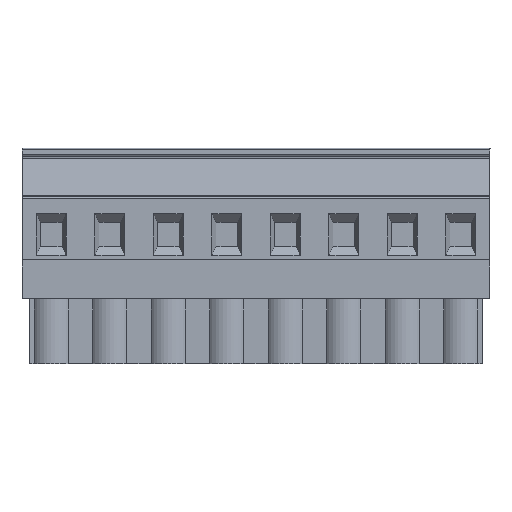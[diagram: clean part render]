
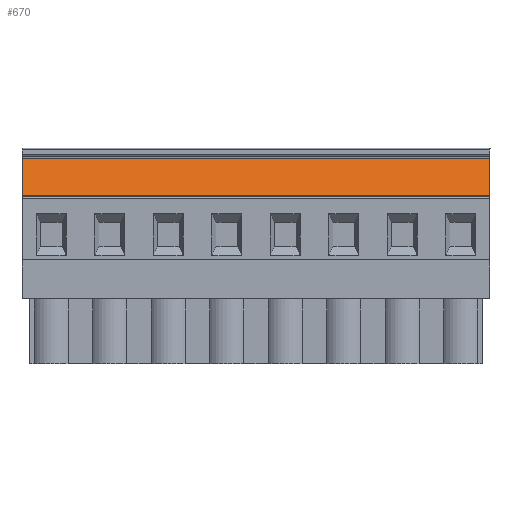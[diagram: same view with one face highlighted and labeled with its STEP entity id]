
A CAD part, top view. The second image highlights one B-rep face of the part: STEP entity #670.
In plain terms, the highlighted planar face has unit normal (0, 0.259, 0.966).
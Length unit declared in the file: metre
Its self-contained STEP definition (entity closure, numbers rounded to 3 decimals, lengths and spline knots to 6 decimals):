
#670=ADVANCED_FACE('',(#1479),#1480,.T.);
#1479=FACE_OUTER_BOUND('',#2438,.T.);
#1480=PLANE('',#2439);
#2438=EDGE_LOOP('',(#4252,#4253,#4254,#4255));
#2439=AXIS2_PLACEMENT_3D('',#4256,#4257,#4258);
#4252=ORIENTED_EDGE('',*,*,#6051,.T.);
#4253=ORIENTED_EDGE('',*,*,#6054,.F.);
#4254=ORIENTED_EDGE('',*,*,#5977,.F.);
#4255=ORIENTED_EDGE('',*,*,#6055,.T.);
#4256=CARTESIAN_POINT('',(0.,0.013219,-0.001864));
#4257=DIRECTION('',(0.,0.259,0.966));
#4258=DIRECTION('',(1.0,0.,0.0));
#5977=EDGE_CURVE('',#7255,#7256,#7257,.T.);
#6051=EDGE_CURVE('',#7371,#7369,#7372,.T.);
#6054=EDGE_CURVE('',#7256,#7369,#7375,.T.);
#6055=EDGE_CURVE('',#7255,#7371,#7376,.T.);
#7255=VERTEX_POINT('',#9071);
#7256=VERTEX_POINT('',#9072);
#7257=LINE('',#9073,#9074);
#7369=VERTEX_POINT('',#9212);
#7371=VERTEX_POINT('',#9214);
#7372=LINE('',#9215,#9216);
#7375=LINE('',#9219,#9220);
#7376=LINE('',#9221,#9222);
#9071=CARTESIAN_POINT('',(0.00006,0.018058,-0.003161));
#9072=CARTESIAN_POINT('',(0.06006,0.018058,-0.003161));
#9073=CARTESIAN_POINT('',(0.,0.018058,-0.003161));
#9074=VECTOR('',#10438,1.0);
#9212=CARTESIAN_POINT('',(0.06006,0.013236,-0.001869));
#9214=CARTESIAN_POINT('',(0.00006,0.013236,-0.001869));
#9215=CARTESIAN_POINT('',(0.03429,0.013236,-0.001869));
#9216=VECTOR('',#10555,1.0);
#9219=CARTESIAN_POINT('',(0.06006,0.013219,-0.001864));
#9220=VECTOR('',#10559,1.0);
#9221=CARTESIAN_POINT('',(0.00006,0.013219,-0.001864));
#9222=VECTOR('',#10560,1.0);
#10438=DIRECTION('',(1.0,0.,0.0));
#10555=DIRECTION('',(1.0,0.,0.0));
#10559=DIRECTION('',(0.,-0.966,0.259));
#10560=DIRECTION('',(0.,-0.966,0.259));
